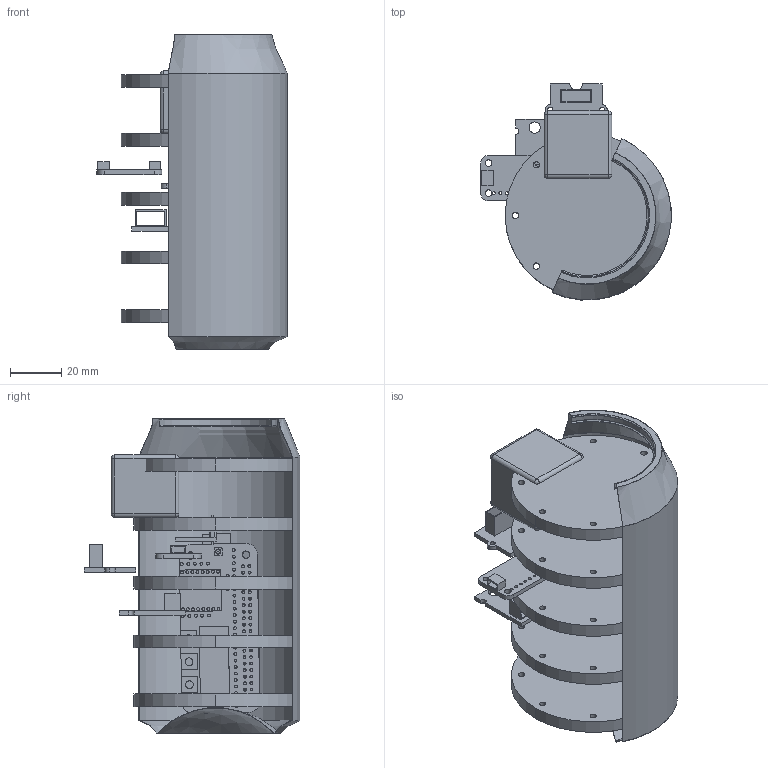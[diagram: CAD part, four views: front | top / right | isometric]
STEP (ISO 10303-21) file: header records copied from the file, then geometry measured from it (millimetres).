
FILE_DESCRIPTION (( 'STEP AP214' ), '1' );
FILE_NAME ('cansat_alpha.STEP', '2023-03-16T23:40:09', ( '' ), ( '' ), 'SwSTEP 2.0', 'SolidWorks 2021', '' );
FILE_SCHEMA (( 'AUTOMOTIVE_DESIGN' ));
Length unit declared in the file: millimetre
Products named in the file (23): pin_std; adafruit_radio; pin_std_2; cansat_alpha; mpu; camara; adafruit_rfm69_lcd; adafruit_rfm69_chip; adafruit_rfm69_antenna; adafruit_radio_bonnet; modulo_A; sht30; raspberry_pi_zero_placa; adafruit_rfm69_boton; pinesx20; lata; adafruit_rfm69_socket; raspberry_pi_zero_disipador; SD_card; adafruit_bmp280_placa; mpu_placa; raspberry_pi_zero; BMM150
Assembly tree (74 placements, depth 4):
  cansat_alpha
    modulo_A  x5
    lata
    mpu
      mpu_placa
      pin_std  x8
    adafruit_bmp280_placa
    adafruit_radio_bonnet
      adafruit_radio
      adafruit_rfm69_antenna
      adafruit_rfm69_boton  x3
      adafruit_rfm69_lcd
      adafruit_rfm69_chip
      adafruit_rfm69_socket
    raspberry_pi_zero
      raspberry_pi_zero_placa
      raspberry_pi_zero_disipador
      SD_card
      pinesx20
        pin_std_2  x40
    camara
    BMM150
    sht30
Bounding box: 74.41 x 84.37 x 123 mm (x, y, z)
Volume: 110194.9 mm3; surface area: 93124.1 mm2
Topology: 70 solids, 70 shells, 1658 faces, 4167 edges, 2759 vertices
Faces by surface type: plane 1073, cylinder 567, sphere 10, bspline 4, torus 4
Entity records: 27723 total; most frequent: DIRECTION 4853, CARTESIAN_POINT 4593, ORIENTED_EDGE 4334, EDGE_CURVE 2167, AXIS2_PLACEMENT_3D 1821, VERTEX_POINT 1431, EDGE_LOOP 1236, VECTOR 1211
